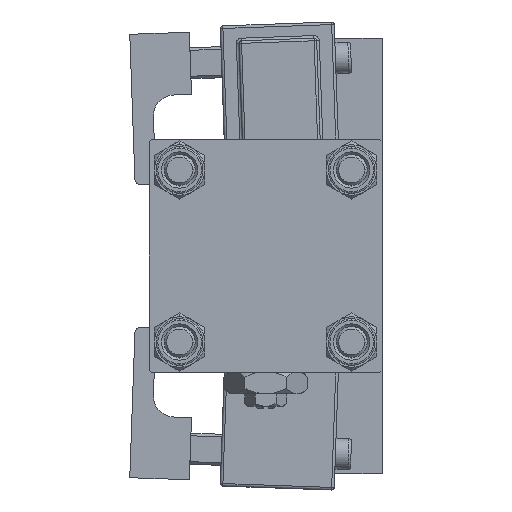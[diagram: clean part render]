
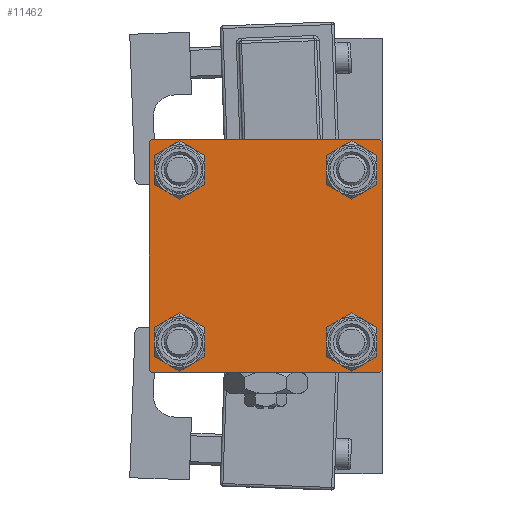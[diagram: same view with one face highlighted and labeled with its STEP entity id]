
A CAD part, left-side view. The second image highlights one B-rep face of the part: STEP entity #11462.
In plain terms, the highlighted planar face has unit normal (-1, 0, 0).
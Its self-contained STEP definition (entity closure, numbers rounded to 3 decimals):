
#23 = CARTESIAN_POINT ( 'NONE',  ( 0., -16.6, 16.6 ) ) ;
#143 = AXIS2_PLACEMENT_3D ( 'NONE', #7169, #22601, #45879 ) ;
#176 = CARTESIAN_POINT ( 'NONE',  ( 0., -22., 22.5 ) ) ;
#446 = VERTEX_POINT ( 'NONE', #26183 ) ;
#448 = VECTOR ( 'NONE', #26998, 1000. ) ;
#949 = AXIS2_PLACEMENT_3D ( 'NONE', #30877, #38982, #31385 ) ;
#1182 = CARTESIAN_POINT ( 'NONE',  ( 0., 22.25, -22.25 ) ) ;
#1216 = ORIENTED_EDGE ( 'NONE', *, *, #14147, .T. ) ;
#2232 = DIRECTION ( 'NONE',  ( 1., 0., 0. ) ) ;
#2386 = ORIENTED_EDGE ( 'NONE', *, *, #26289, .T. ) ;
#2494 = CARTESIAN_POINT ( 'NONE',  ( 0., -16.6, 16.6 ) ) ;
#2758 = VERTEX_POINT ( 'NONE', #33865 ) ;
#2877 = EDGE_LOOP ( 'NONE', ( #27676, #2386 ) ) ;
#3049 = EDGE_CURVE ( 'NONE', #35351, #42214, #10784, .T. ) ;
#3735 = CARTESIAN_POINT ( 'NONE',  ( 0., 22.5, -22. ) ) ;
#3943 = DIRECTION ( 'NONE',  ( 1., 0., 0. ) ) ;
#5554 = EDGE_LOOP ( 'NONE', ( #30131, #9638 ) ) ;
#5700 = EDGE_CURVE ( 'NONE', #37730, #14110, #22579, .T. ) ;
#6080 = VECTOR ( 'NONE', #8236, 1000. ) ;
#6506 = LINE ( 'NONE', #26620, #10141 ) ;
#7169 = CARTESIAN_POINT ( 'NONE',  ( 0., 0., 0. ) ) ;
#7865 = DIRECTION ( 'NONE',  ( 0., 0., 1. ) ) ;
#8236 = DIRECTION ( 'NONE',  ( 0., -0.707, -0.707 ) ) ;
#8294 = EDGE_CURVE ( 'NONE', #35351, #12461, #6506, .T. ) ;
#8463 = ORIENTED_EDGE ( 'NONE', *, *, #33305, .T. ) ;
#9378 = DIRECTION ( 'NONE',  ( 0., 0.707, 0.707 ) ) ;
#9638 = ORIENTED_EDGE ( 'NONE', *, *, #33122, .T. ) ;
#9717 = DIRECTION ( 'NONE',  ( 1., 0., 0. ) ) ;
#9719 = CARTESIAN_POINT ( 'NONE',  ( 0., -22.5, 22.5 ) ) ;
#9986 = CARTESIAN_POINT ( 'NONE',  ( 0., -22.5, -22. ) ) ;
#10091 = EDGE_CURVE ( 'NONE', #36311, #48128, #29320, .T. ) ;
#10141 = VECTOR ( 'NONE', #22441, 1000. ) ;
#10233 = DIRECTION ( 'NONE',  ( 0., -1., 0. ) ) ;
#10784 = LINE ( 'NONE', #50799, #16643 ) ;
#11462 = ADVANCED_FACE ( 'NONE', ( #15006, #46905, #27029, #18415, #18670 ), #29915, .T. ) ;
#12040 = VERTEX_POINT ( 'NONE', #19566 ) ;
#12295 = CARTESIAN_POINT ( 'NONE',  ( 0., 16.6, 20.1 ) ) ;
#12461 = VERTEX_POINT ( 'NONE', #176 ) ;
#13382 = DIRECTION ( 'NONE',  ( 0., 0., -1. ) ) ;
#13889 = LINE ( 'NONE', #9719, #17152 ) ;
#14110 = VERTEX_POINT ( 'NONE', #35678 ) ;
#14147 = EDGE_CURVE ( 'NONE', #14384, #446, #24958, .T. ) ;
#14384 = VERTEX_POINT ( 'NONE', #3735 ) ;
#14521 = CARTESIAN_POINT ( 'NONE',  ( 0., -22.25, 22.25 ) ) ;
#14674 = AXIS2_PLACEMENT_3D ( 'NONE', #48804, #45396, #32845 ) ;
#14995 = CARTESIAN_POINT ( 'NONE',  ( 0., 16.6, -13.1 ) ) ;
#15006 = FACE_BOUND ( 'NONE', #2877, .T. ) ;
#16643 = VECTOR ( 'NONE', #39518, 1000. ) ;
#17152 = VECTOR ( 'NONE', #13382, 1000. ) ;
#17483 = CARTESIAN_POINT ( 'NONE',  ( 0., 22.5, 22. ) ) ;
#17653 = ORIENTED_EDGE ( 'NONE', *, *, #44773, .T. ) ;
#17888 = AXIS2_PLACEMENT_3D ( 'NONE', #22756, #39467, #19583 ) ;
#18154 = DIRECTION ( 'NONE',  ( 0., 0., 1. ) ) ;
#18415 = FACE_BOUND ( 'NONE', #27581, .T. ) ;
#18670 = FACE_OUTER_BOUND ( 'NONE', #39659, .T. ) ;
#18707 = CARTESIAN_POINT ( 'NONE',  ( 0., 16.6, 13.1 ) ) ;
#19566 = CARTESIAN_POINT ( 'NONE',  ( 0., -22., -22.5 ) ) ;
#19583 = DIRECTION ( 'NONE',  ( 0., 0., 1. ) ) ;
#19629 = ORIENTED_EDGE ( 'NONE', *, *, #8294, .F. ) ;
#20248 = ORIENTED_EDGE ( 'NONE', *, *, #37224, .T. ) ;
#20519 = CARTESIAN_POINT ( 'NONE',  ( 0., -16.6, 20.1 ) ) ;
#21083 = ORIENTED_EDGE ( 'NONE', *, *, #33957, .T. ) ;
#21175 = CARTESIAN_POINT ( 'NONE',  ( 0., 22., 22.5 ) ) ;
#21251 = CIRCLE ( 'NONE', #17888, 3.5 ) ;
#22253 = LINE ( 'NONE', #46565, #42192 ) ;
#22441 = DIRECTION ( 'NONE',  ( 0., -1., 0. ) ) ;
#22579 = CIRCLE ( 'NONE', #39251, 3.5 ) ;
#22601 = DIRECTION ( 'NONE',  ( -1., 0., 0. ) ) ;
#22756 = CARTESIAN_POINT ( 'NONE',  ( 0., -16.6, -16.6 ) ) ;
#23041 = CIRCLE ( 'NONE', #51413, 3.5 ) ;
#23335 = CARTESIAN_POINT ( 'NONE',  ( 0., -22.25, -22.25 ) ) ;
#23346 = EDGE_CURVE ( 'NONE', #25512, #44457, #26355, .T. ) ;
#24958 = LINE ( 'NONE', #1182, #6080 ) ;
#25280 = CARTESIAN_POINT ( 'NONE',  ( 0., -22.5, 22. ) ) ;
#25512 = VERTEX_POINT ( 'NONE', #14995 ) ;
#25784 = EDGE_LOOP ( 'NONE', ( #31917, #44022 ) ) ;
#25837 = VERTEX_POINT ( 'NONE', #9986 ) ;
#26183 = CARTESIAN_POINT ( 'NONE',  ( 0., 22., -22.5 ) ) ;
#26289 = EDGE_CURVE ( 'NONE', #2758, #37514, #43507, .T. ) ;
#26355 = CIRCLE ( 'NONE', #14674, 3.5 ) ;
#26620 = CARTESIAN_POINT ( 'NONE',  ( 0., 22.5, 22.5 ) ) ;
#26998 = DIRECTION ( 'NONE',  ( 0., -0.707, 0.707 ) ) ;
#27029 = FACE_BOUND ( 'NONE', #5554, .T. ) ;
#27114 = DIRECTION ( 'NONE',  ( 1., 0., 0. ) ) ;
#27263 = DIRECTION ( 'NONE',  ( 0., 0., -1. ) ) ;
#27581 = EDGE_LOOP ( 'NONE', ( #33329, #32192 ) ) ;
#27676 = ORIENTED_EDGE ( 'NONE', *, *, #38284, .T. ) ;
#27961 = VECTOR ( 'NONE', #27263, 1000. ) ;
#29024 = DIRECTION ( 'NONE',  ( 0., 0., 1. ) ) ;
#29083 = VECTOR ( 'NONE', #9378, 1000. ) ;
#29320 = CIRCLE ( 'NONE', #949, 3.5 ) ;
#29915 = PLANE ( 'NONE',  #143 ) ;
#30131 = ORIENTED_EDGE ( 'NONE', *, *, #23346, .T. ) ;
#30194 = ORIENTED_EDGE ( 'NONE', *, *, #3049, .T. ) ;
#30723 = LINE ( 'NONE', #14521, #29083 ) ;
#30783 = DIRECTION ( 'NONE',  ( 0., 0., 1. ) ) ;
#30877 = CARTESIAN_POINT ( 'NONE',  ( 0., 16.6, 16.6 ) ) ;
#31385 = DIRECTION ( 'NONE',  ( 0., 0., 1. ) ) ;
#31917 = ORIENTED_EDGE ( 'NONE', *, *, #5700, .T. ) ;
#32192 = ORIENTED_EDGE ( 'NONE', *, *, #48763, .T. ) ;
#32746 = EDGE_CURVE ( 'NONE', #14110, #37730, #21251, .T. ) ;
#32845 = DIRECTION ( 'NONE',  ( 0., 0., 1. ) ) ;
#32943 = AXIS2_PLACEMENT_3D ( 'NONE', #42305, #27114, #30783 ) ;
#32954 = CARTESIAN_POINT ( 'NONE',  ( 0., -16.6, -16.6 ) ) ;
#33067 = CARTESIAN_POINT ( 'NONE',  ( 0., -16.6, -13.1 ) ) ;
#33122 = EDGE_CURVE ( 'NONE', #44457, #25512, #39608, .T. ) ;
#33305 = EDGE_CURVE ( 'NONE', #12040, #25837, #35107, .T. ) ;
#33329 = ORIENTED_EDGE ( 'NONE', *, *, #10091, .T. ) ;
#33503 = AXIS2_PLACEMENT_3D ( 'NONE', #2494, #2232, #18154 ) ;
#33865 = CARTESIAN_POINT ( 'NONE',  ( 0., -16.6, 13.1 ) ) ;
#33957 = EDGE_CURVE ( 'NONE', #42214, #14384, #50322, .T. ) ;
#34149 = EDGE_CURVE ( 'NONE', #42488, #25837, #13889, .T. ) ;
#34223 = ORIENTED_EDGE ( 'NONE', *, *, #34149, .F. ) ;
#35107 = LINE ( 'NONE', #23335, #448 ) ;
#35351 = VERTEX_POINT ( 'NONE', #21175 ) ;
#35678 = CARTESIAN_POINT ( 'NONE',  ( 0., -16.6, -20.1 ) ) ;
#36127 = CARTESIAN_POINT ( 'NONE',  ( 0., 16.6, -20.1 ) ) ;
#36311 = VERTEX_POINT ( 'NONE', #12295 ) ;
#37224 = EDGE_CURVE ( 'NONE', #446, #12040, #22253, .T. ) ;
#37514 = VERTEX_POINT ( 'NONE', #20519 ) ;
#37730 = VERTEX_POINT ( 'NONE', #33067 ) ;
#38284 = EDGE_CURVE ( 'NONE', #37514, #2758, #23041, .T. ) ;
#38982 = DIRECTION ( 'NONE',  ( 1., 0., 0. ) ) ;
#39251 = AXIS2_PLACEMENT_3D ( 'NONE', #32954, #48911, #29024 ) ;
#39298 = CARTESIAN_POINT ( 'NONE',  ( 0., 22.5, 22.5 ) ) ;
#39467 = DIRECTION ( 'NONE',  ( 1., 0., 0. ) ) ;
#39518 = DIRECTION ( 'NONE',  ( 0., 0.707, -0.707 ) ) ;
#39608 = CIRCLE ( 'NONE', #32943, 3.5 ) ;
#39659 = EDGE_LOOP ( 'NONE', ( #21083, #1216, #20248, #8463, #34223, #17653, #19629, #30194 ) ) ;
#42192 = VECTOR ( 'NONE', #10233, 1000. ) ;
#42214 = VERTEX_POINT ( 'NONE', #17483 ) ;
#42305 = CARTESIAN_POINT ( 'NONE',  ( 0., 16.6, -16.6 ) ) ;
#42488 = VERTEX_POINT ( 'NONE', #25280 ) ;
#43291 = AXIS2_PLACEMENT_3D ( 'NONE', #46054, #9717, #49728 ) ;
#43507 = CIRCLE ( 'NONE', #33503, 3.5 ) ;
#44022 = ORIENTED_EDGE ( 'NONE', *, *, #32746, .T. ) ;
#44457 = VERTEX_POINT ( 'NONE', #36127 ) ;
#44773 = EDGE_CURVE ( 'NONE', #42488, #12461, #30723, .T. ) ;
#45396 = DIRECTION ( 'NONE',  ( 1., 0., 0. ) ) ;
#45879 = DIRECTION ( 'NONE',  ( 0., 0., 1. ) ) ;
#46054 = CARTESIAN_POINT ( 'NONE',  ( 0., 16.6, 16.6 ) ) ;
#46565 = CARTESIAN_POINT ( 'NONE',  ( 0., 22.5, -22.5 ) ) ;
#46905 = FACE_BOUND ( 'NONE', #25784, .T. ) ;
#48128 = VERTEX_POINT ( 'NONE', #18707 ) ;
#48763 = EDGE_CURVE ( 'NONE', #48128, #36311, #49178, .T. ) ;
#48804 = CARTESIAN_POINT ( 'NONE',  ( 0., 16.6, -16.6 ) ) ;
#48911 = DIRECTION ( 'NONE',  ( 1., 0., 0. ) ) ;
#49178 = CIRCLE ( 'NONE', #43291, 3.5 ) ;
#49728 = DIRECTION ( 'NONE',  ( 0., 0., 1. ) ) ;
#50322 = LINE ( 'NONE', #39298, #27961 ) ;
#50799 = CARTESIAN_POINT ( 'NONE',  ( 0., 22.25, 22.25 ) ) ;
#51413 = AXIS2_PLACEMENT_3D ( 'NONE', #23, #3943, #7865 ) ;
